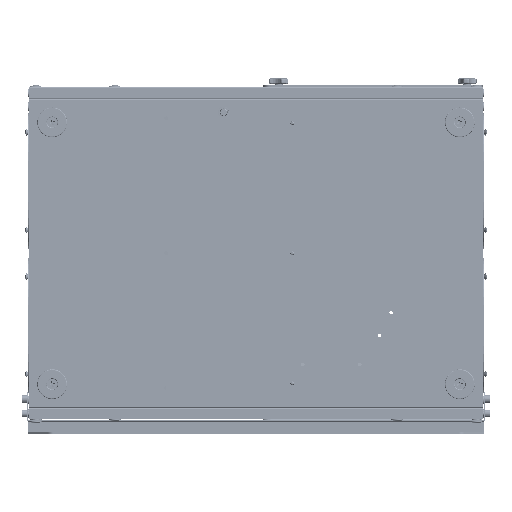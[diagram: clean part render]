
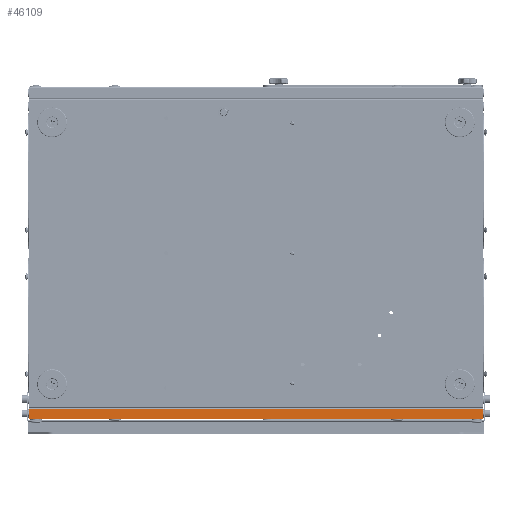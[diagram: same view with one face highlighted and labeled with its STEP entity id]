
A CAD part, front view. The second image highlights one B-rep face of the part: STEP entity #46109.
In plain terms, the highlighted planar face has unit normal (0, -1, 0).
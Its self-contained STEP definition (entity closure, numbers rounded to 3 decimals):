
#785 = LINE ( 'NONE', #104830, #107864 ) ;
#2832 = FACE_OUTER_BOUND ( 'NONE', #78592, .T. ) ;
#3635 = DIRECTION ( 'NONE',  ( 0., 0., -1. ) ) ;
#9766 = VERTEX_POINT ( 'NONE', #85603 ) ;
#15421 = CARTESIAN_POINT ( 'NONE',  ( 289.023, -345., 13.15 ) ) ;
#17000 = EDGE_CURVE ( 'NONE', #107911, #9766, #785, .T. ) ;
#19565 = EDGE_CURVE ( 'NONE', #80228, #72762, #48382, .T. ) ;
#23857 = ORIENTED_EDGE ( 'NONE', *, *, #19565, .T. ) ;
#24060 = DIRECTION ( 'NONE',  ( 1., 0., 0. ) ) ;
#25557 = CARTESIAN_POINT ( 'NONE',  ( -3740., -345., 0.25 ) ) ;
#29595 = LINE ( 'NONE', #118417, #131276 ) ;
#31704 = VECTOR ( 'NONE', #24060, 1000. ) ;
#39126 = DIRECTION ( 'NONE',  ( 1., 0., 0. ) ) ;
#39317 = DIRECTION ( 'NONE',  ( 0., -1., 0. ) ) ;
#41666 = CARTESIAN_POINT ( 'NONE',  ( -289.023, -345., 13.15 ) ) ;
#42181 = CARTESIAN_POINT ( 'NONE',  ( 289.023, -345., 13.15 ) ) ;
#46109 = ADVANCED_FACE ( 'NONE', ( #2832 ), #50375, .T. ) ;
#48382 = LINE ( 'NONE', #42181, #75221 ) ;
#50375 = PLANE ( 'NONE',  #127627 ) ;
#55793 = EDGE_CURVE ( 'NONE', #107911, #72762, #29595, .T. ) ;
#60685 = ORIENTED_EDGE ( 'NONE', *, *, #55793, .F. ) ;
#61663 = ORIENTED_EDGE ( 'NONE', *, *, #72085, .T. ) ;
#61872 = CARTESIAN_POINT ( 'NONE',  ( -3740., -345., 13.15 ) ) ;
#72085 = EDGE_CURVE ( 'NONE', #9766, #80228, #138636, .T. ) ;
#72762 = VERTEX_POINT ( 'NONE', #15421 ) ;
#75221 = VECTOR ( 'NONE', #145210, 1000. ) ;
#78592 = EDGE_LOOP ( 'NONE', ( #23857, #60685, #105139, #61663 ) ) ;
#80228 = VERTEX_POINT ( 'NONE', #106106 ) ;
#85603 = CARTESIAN_POINT ( 'NONE',  ( -289.023, -345., 0.25 ) ) ;
#104830 = CARTESIAN_POINT ( 'NONE',  ( -289.023, -345., 13.15 ) ) ;
#105139 = ORIENTED_EDGE ( 'NONE', *, *, #17000, .T. ) ;
#106106 = CARTESIAN_POINT ( 'NONE',  ( 289.023, -345., 0.25 ) ) ;
#107864 = VECTOR ( 'NONE', #3635, 1000. ) ;
#107911 = VERTEX_POINT ( 'NONE', #41666 ) ;
#118417 = CARTESIAN_POINT ( 'NONE',  ( -3740., -345., 13.15 ) ) ;
#119090 = DIRECTION ( 'NONE',  ( 0., 0., 1. ) ) ;
#127627 = AXIS2_PLACEMENT_3D ( 'NONE', #61872, #39317, #119090 ) ;
#131276 = VECTOR ( 'NONE', #39126, 1000. ) ;
#138636 = LINE ( 'NONE', #25557, #31704 ) ;
#145210 = DIRECTION ( 'NONE',  ( 0., 0., 1. ) ) ;
